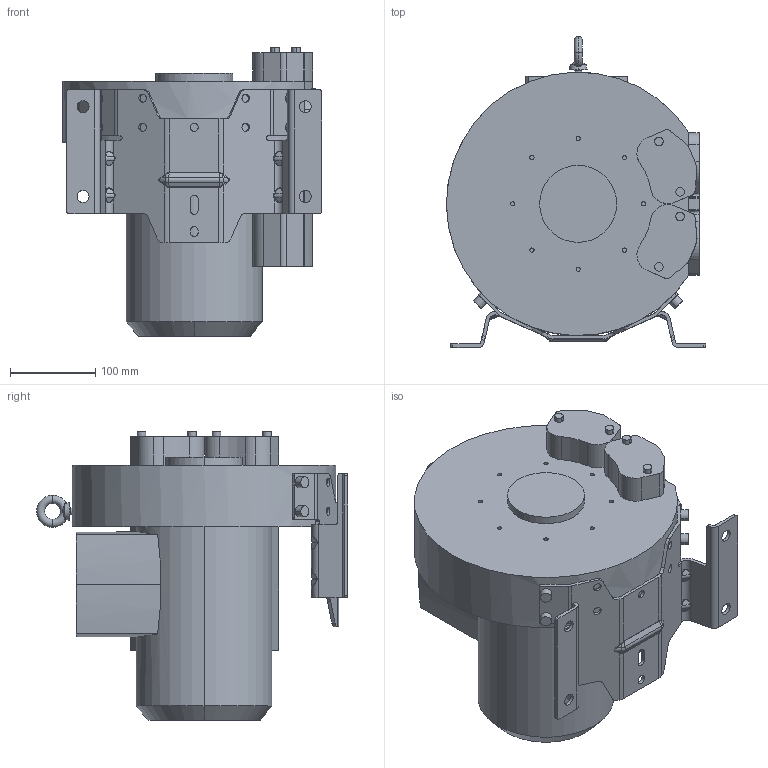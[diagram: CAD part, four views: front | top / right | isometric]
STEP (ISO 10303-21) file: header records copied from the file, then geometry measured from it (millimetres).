
FILE_DESCRIPTION (( 'STEP AP203' ), '1' );
FILE_NAME ('4RB210-0AP31-1.STEP', '2025-05-12T08:22:21', ( '' ), ( '' ), 'SwSTEP 2.0', 'SolidWorks 2021', '' );
FILE_SCHEMA (( 'CONFIG_CONTROL_DESIGN' ));
Length unit declared in the file: millimetre
Products named in the file (1): 4RB210-0AP31-1
Bounding box: 303.05 x 363.84 x 337.49 mm (x, y, z)
Volume: 12580507.4 mm3; surface area: 565804.8 mm2
Topology: 1 solids, 1 shells, 503 faces, 1283 edges, 817 vertices
Faces by surface type: cylinder 255, plane 154, bspline 72, torus 10, cone 8, sphere 4
Entity records: 22448 total; most frequent: CARTESIAN_POINT 11003, ORIENTED_EDGE 2566, DIRECTION 2116, EDGE_CURVE 1283, VERTEX_POINT 817, AXIS2_PLACEMENT_3D 803, EDGE_LOOP 560, VECTOR 510
